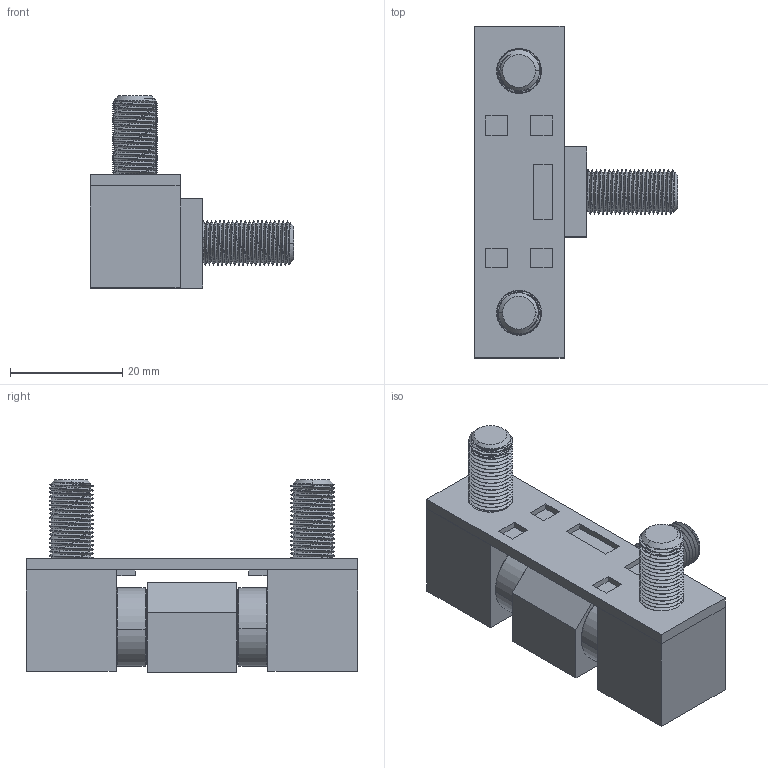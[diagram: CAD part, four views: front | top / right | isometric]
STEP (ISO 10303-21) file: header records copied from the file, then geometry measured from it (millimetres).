
FILE_DESCRIPTION (( 'STEP AP203' ), '1' );
FILE_NAME ('MP04.0.8.090.STEP', '2022-06-16T04:25:55', ( '' ), ( '' ), 'SwSTEP 2.0', 'SolidWorks 2021', '' );
FILE_SCHEMA (( 'CONFIG_CONTROL_DESIGN' ));
Length unit declared in the file: millimetre
Products named in the file (1): MP04.0.8.090
Bounding box: 36.25 x 59 x 34.15 mm (x, y, z)
Surface area: 9046.5 mm2 (no closed solid volume)
Topology: 0 solids, 8 shells, 216 faces, 622 edges, 420 vertices
Faces by surface type: cylinder 132, plane 61, cone 17, bspline 6
Entity records: 14467 total; most frequent: CARTESIAN_POINT 9517, ORIENTED_EDGE 1182, DIRECTION 813, EDGE_CURVE 622, VERTEX_POINT 420, VECTOR 303, LINE 303, AXIS2_PLACEMENT_3D 255
